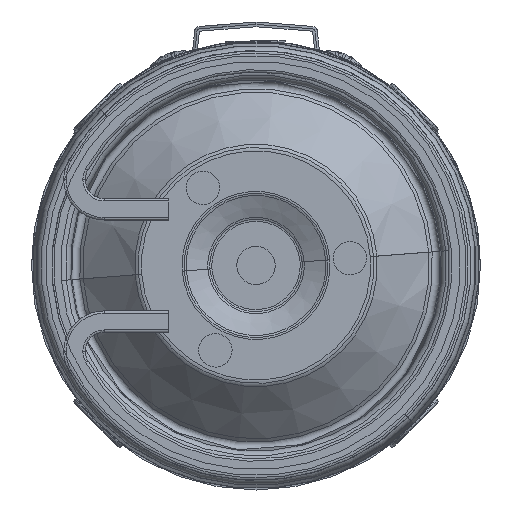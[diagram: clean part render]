
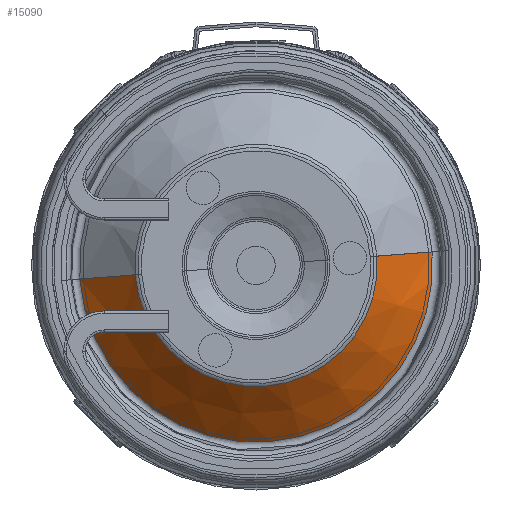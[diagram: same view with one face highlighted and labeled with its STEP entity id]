
A CAD part, front view. The second image highlights one B-rep face of the part: STEP entity #15090.
In plain terms, the highlighted conical face has half-angle 46.546 degrees and reference radius 25.375 mm.
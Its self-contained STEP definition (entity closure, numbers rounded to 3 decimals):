
#19 = CARTESIAN_POINT ( 'NONE',  ( 0., 0.548, -25.376 ) ) ;
#1216 = AXIS2_PLACEMENT_3D ( 'NONE', #36512, #11182, #32756 ) ;
#3779 = CARTESIAN_POINT ( 'NONE',  ( 0., 0.548, 25.376 ) ) ;
#6414 = EDGE_CURVE ( 'NONE', #22915, #14702, #34549, .T. ) ;
#10441 = CARTESIAN_POINT ( 'NONE',  ( 0., 0.548, 0. ) ) ;
#11010 = VECTOR ( 'NONE', #16520, 1000. ) ;
#11182 = DIRECTION ( 'NONE',  ( 0., 1., 0. ) ) ;
#14454 = ORIENTED_EDGE ( 'NONE', *, *, #40877, .T. ) ;
#14702 = VERTEX_POINT ( 'NONE', #19207 ) ;
#15090 = ADVANCED_FACE ( 'NONE', ( #36719 ), #30639, .T. ) ;
#15636 = CARTESIAN_POINT ( 'NONE',  ( 0., 0.548, -25.376 ) ) ;
#16014 = DIRECTION ( 'NONE',  ( 0., 0., 1. ) ) ;
#16034 = LINE ( 'NONE', #15636, #20807 ) ;
#16520 = DIRECTION ( 'NONE',  ( 0., 0.688, 0.726 ) ) ;
#18213 = ORIENTED_EDGE ( 'NONE', *, *, #26505, .T. ) ;
#19207 = CARTESIAN_POINT ( 'NONE',  ( 0., 11.526, 36.962 ) ) ;
#19361 = CARTESIAN_POINT ( 'NONE',  ( 0., 11.526, 0. ) ) ;
#19673 = VERTEX_POINT ( 'NONE', #19 ) ;
#20807 = VECTOR ( 'NONE', #22539, 1000. ) ;
#22539 = DIRECTION ( 'NONE',  ( 0., 0.688, -0.726 ) ) ;
#22915 = VERTEX_POINT ( 'NONE', #24538 ) ;
#24538 = CARTESIAN_POINT ( 'NONE',  ( 0., 11.526, -36.962 ) ) ;
#26505 = EDGE_CURVE ( 'NONE', #39614, #14702, #34957, .T. ) ;
#26735 = EDGE_LOOP ( 'NONE', ( #29280, #14454, #18213, #34560 ) ) ;
#27379 = CARTESIAN_POINT ( 'NONE',  ( 0., 0.548, 25.376 ) ) ;
#29188 = DIRECTION ( 'NONE',  ( 0., 1., 0. ) ) ;
#29280 = ORIENTED_EDGE ( 'NONE', *, *, #35868, .F. ) ;
#29471 = DIRECTION ( 'NONE',  ( 0., 0., 1. ) ) ;
#30639 = CONICAL_SURFACE ( 'NONE', #1216, 25.376, 0.812 ) ;
#31109 = AXIS2_PLACEMENT_3D ( 'NONE', #10441, #32217, #29471 ) ;
#32217 = DIRECTION ( 'NONE',  ( 0., 1., 0. ) ) ;
#32756 = DIRECTION ( 'NONE',  ( 0., 0., 1. ) ) ;
#34549 = CIRCLE ( 'NONE', #39913, 36.962 ) ;
#34560 = ORIENTED_EDGE ( 'NONE', *, *, #6414, .F. ) ;
#34957 = LINE ( 'NONE', #3779, #11010 ) ;
#35868 = EDGE_CURVE ( 'NONE', #19673, #22915, #16034, .T. ) ;
#36449 = CIRCLE ( 'NONE', #31109, 25.376 ) ;
#36512 = CARTESIAN_POINT ( 'NONE',  ( 0., 0.548, 0. ) ) ;
#36719 = FACE_OUTER_BOUND ( 'NONE', #26735, .T. ) ;
#39614 = VERTEX_POINT ( 'NONE', #27379 ) ;
#39913 = AXIS2_PLACEMENT_3D ( 'NONE', #19361, #29188, #16014 ) ;
#40877 = EDGE_CURVE ( 'NONE', #19673, #39614, #36449, .T. ) ;
